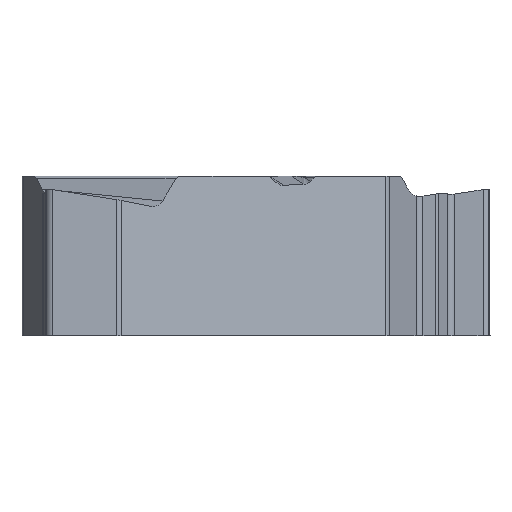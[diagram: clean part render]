
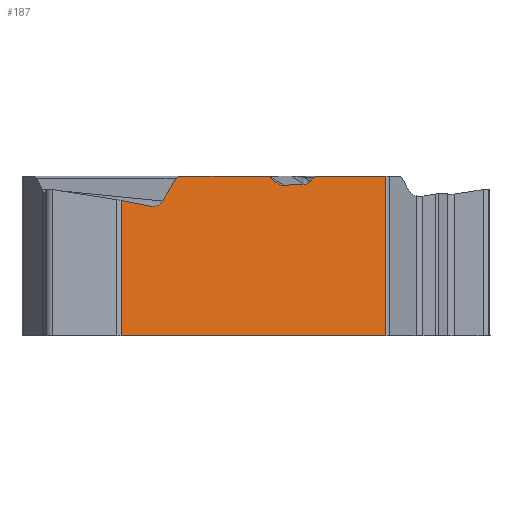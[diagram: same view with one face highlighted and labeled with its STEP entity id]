
A CAD part, front view. The second image highlights one B-rep face of the part: STEP entity #187.
In plain terms, the highlighted planar face has unit normal (0.5, -0.866, 0).
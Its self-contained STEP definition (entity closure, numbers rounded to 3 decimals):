
#187=ADVANCED_FACE('',(#338),#285,.F.);
#285=PLANE('',#2133);
#338=FACE_OUTER_BOUND('',#442,.T.);
#442=EDGE_LOOP('',(#683,#684,#685,#686,#687,#688,#689,#690,#691,#692,#693,
#694,#695,#696,#697,#698));
#553=ELLIPSE('',#2129,0.15,0.15);
#554=ELLIPSE('',#2130,0.167,0.15);
#555=ELLIPSE('',#2131,0.177,0.15);
#556=ELLIPSE('',#2132,0.379,0.33);
#683=ORIENTED_EDGE('',*,*,#1451,.F.);
#684=ORIENTED_EDGE('',*,*,#1452,.T.);
#685=ORIENTED_EDGE('',*,*,#1453,.F.);
#686=ORIENTED_EDGE('',*,*,#1454,.F.);
#687=ORIENTED_EDGE('',*,*,#1455,.F.);
#688=ORIENTED_EDGE('',*,*,#1456,.F.);
#689=ORIENTED_EDGE('',*,*,#1457,.F.);
#690=ORIENTED_EDGE('',*,*,#1458,.F.);
#691=ORIENTED_EDGE('',*,*,#1459,.F.);
#692=ORIENTED_EDGE('',*,*,#1460,.F.);
#693=ORIENTED_EDGE('',*,*,#1461,.F.);
#694=ORIENTED_EDGE('',*,*,#1462,.F.);
#695=ORIENTED_EDGE('',*,*,#1463,.F.);
#696=ORIENTED_EDGE('',*,*,#1464,.T.);
#697=ORIENTED_EDGE('',*,*,#1465,.F.);
#698=ORIENTED_EDGE('',*,*,#1466,.T.);
#1239=VERTEX_POINT('',#3256);
#1240=VERTEX_POINT('',#3257);
#1241=VERTEX_POINT('',#3259);
#1242=VERTEX_POINT('',#3261);
#1243=VERTEX_POINT('',#3263);
#1244=VERTEX_POINT('',#3265);
#1245=VERTEX_POINT('',#3279);
#1246=VERTEX_POINT('',#3281);
#1247=VERTEX_POINT('',#3295);
#1248=VERTEX_POINT('',#3297);
#1249=VERTEX_POINT('',#3299);
#1250=VERTEX_POINT('',#3301);
#1251=VERTEX_POINT('',#3303);
#1252=VERTEX_POINT('',#3305);
#1253=VERTEX_POINT('',#3307);
#1254=VERTEX_POINT('',#3309);
#1451=EDGE_CURVE('',#1239,#1240,#1712,.T.);
#1452=EDGE_CURVE('',#1239,#1241,#1713,.T.);
#1453=EDGE_CURVE('',#1242,#1241,#1714,.T.);
#1454=EDGE_CURVE('',#1243,#1242,#553,.T.);
#1455=EDGE_CURVE('',#1244,#1243,#1715,.T.);
#1456=EDGE_CURVE('',#1245,#1244,#2029,.T.);
#1457=EDGE_CURVE('',#1246,#1245,#1716,.T.);
#1458=EDGE_CURVE('',#1247,#1246,#2030,.T.);
#1459=EDGE_CURVE('',#1248,#1247,#1717,.T.);
#1460=EDGE_CURVE('',#1249,#1248,#554,.T.);
#1461=EDGE_CURVE('',#1250,#1249,#1718,.T.);
#1462=EDGE_CURVE('',#1251,#1250,#555,.T.);
#1463=EDGE_CURVE('',#1252,#1251,#1719,.T.);
#1464=EDGE_CURVE('',#1252,#1253,#556,.T.);
#1465=EDGE_CURVE('',#1254,#1253,#1720,.T.);
#1466=EDGE_CURVE('',#1254,#1240,#1721,.T.);
#1712=LINE('',#3255,#1886);
#1713=LINE('',#3258,#1887);
#1714=LINE('',#3260,#1888);
#1715=LINE('',#3264,#1889);
#1716=LINE('',#3280,#1890);
#1717=LINE('',#3296,#1891);
#1718=LINE('',#3300,#1892);
#1719=LINE('',#3304,#1893);
#1720=LINE('',#3308,#1894);
#1721=LINE('',#3310,#1895);
#1886=VECTOR('',#2426,1.);
#1887=VECTOR('',#2427,1.);
#1888=VECTOR('',#2428,1.);
#1889=VECTOR('',#2431,1.);
#1890=VECTOR('',#2432,1.);
#1891=VECTOR('',#2433,1.);
#1892=VECTOR('',#2436,1.);
#1893=VECTOR('',#2439,1.);
#1894=VECTOR('',#2442,1.);
#1895=VECTOR('',#2443,1.);
#2029=B_SPLINE_CURVE_WITH_KNOTS('',3,(#3266,#3267,#3268,#3269,#3270,#3271,
#3272,#3273,#3274,#3275,#3276,#3277,#3278),.UNSPECIFIED.,.F.,.F.,(4,3,3,
3,4),(0.,0.249,0.498,0.746,1.),
 .UNSPECIFIED.);
#2030=B_SPLINE_CURVE_WITH_KNOTS('',3,(#3282,#3283,#3284,#3285,#3286,#3287,
#3288,#3289,#3290,#3291,#3292,#3293,#3294),.UNSPECIFIED.,.F.,.F.,(4,3,3,
3,4),(0.,0.234,0.468,0.701,1.),
 .UNSPECIFIED.);
#2129=AXIS2_PLACEMENT_3D('',#3262,#2429,#2430);
#2130=AXIS2_PLACEMENT_3D('',#3298,#2434,#2435);
#2131=AXIS2_PLACEMENT_3D('',#3302,#2437,#2438);
#2132=AXIS2_PLACEMENT_3D('',#3306,#2440,#2441);
#2133=AXIS2_PLACEMENT_3D('',#3311,#2444,#2445);
#2426=DIRECTION('',(-0.866,-0.5,0.));
#2427=DIRECTION('',(0.,0.,1.));
#2428=DIRECTION('',(0.866,0.5,0.));
#2429=DIRECTION('',(-0.5,0.866,0.));
#2430=DIRECTION('',(0.866,0.5,0.));
#2431=DIRECTION('',(0.658,0.38,0.651));
#2432=DIRECTION('',(0.865,0.5,0.043));
#2433=DIRECTION('',(0.686,0.396,-0.611));
#2434=DIRECTION('',(-0.5,0.866,0.));
#2435=DIRECTION('',(-0.866,-0.5,0.));
#2436=DIRECTION('',(0.866,0.5,0.));
#2437=DIRECTION('',(-0.5,0.866,0.));
#2438=DIRECTION('',(-0.866,-0.5,0.));
#2439=DIRECTION('',(0.497,0.287,0.819));
#2440=DIRECTION('',(-0.5,0.866,0.));
#2441=DIRECTION('',(0.853,0.492,-0.174));
#2442=DIRECTION('',(0.853,0.492,-0.174));
#2443=DIRECTION('',(0.,0.,-1.));
#2444=DIRECTION('',(-0.5,0.866,0.));
#2445=DIRECTION('',(0.,0.,-1.));
#3255=CARTESIAN_POINT('',(-0.367,-5.711,-3.97));
#3256=CARTESIAN_POINT('',(5.064,-2.576,-3.97));
#3257=CARTESIAN_POINT('',(-2.081,-6.701,-3.97));
#3258=CARTESIAN_POINT('',(5.064,-2.576,3.35));
#3259=CARTESIAN_POINT('',(5.064,-2.576,0.35));
#3260=CARTESIAN_POINT('',(-0.367,-5.711,0.35));
#3261=CARTESIAN_POINT('',(3.222,-3.639,0.35));
#3262=CARTESIAN_POINT('',(3.222,-3.639,0.2));
#3263=CARTESIAN_POINT('',(3.137,-3.688,0.314));
#3264=CARTESIAN_POINT('',(0.982,-4.932,-1.818));
#3265=CARTESIAN_POINT('',(3.029,-3.75,0.207));
#3266=CARTESIAN_POINT('',(2.857,-3.85,0.128));
#3267=CARTESIAN_POINT('',(2.873,-3.841,0.129));
#3268=CARTESIAN_POINT('',(2.888,-3.832,0.132));
#3269=CARTESIAN_POINT('',(2.904,-3.823,0.135));
#3270=CARTESIAN_POINT('',(2.919,-3.814,0.139));
#3271=CARTESIAN_POINT('',(2.934,-3.805,0.144));
#3272=CARTESIAN_POINT('',(2.949,-3.797,0.151));
#3273=CARTESIAN_POINT('',(2.963,-3.789,0.158));
#3274=CARTESIAN_POINT('',(2.977,-3.78,0.166));
#3275=CARTESIAN_POINT('',(2.99,-3.773,0.175));
#3276=CARTESIAN_POINT('',(3.004,-3.765,0.184));
#3277=CARTESIAN_POINT('',(3.017,-3.757,0.195));
#3278=CARTESIAN_POINT('',(3.029,-3.75,0.207));
#3279=CARTESIAN_POINT('',(2.857,-3.85,0.128));
#3280=CARTESIAN_POINT('',(-0.365,-5.71,-0.03));
#3281=CARTESIAN_POINT('',(2.296,-4.173,0.101));
#3282=CARTESIAN_POINT('',(2.124,-4.273,0.163));
#3283=CARTESIAN_POINT('',(2.136,-4.266,0.152));
#3284=CARTESIAN_POINT('',(2.148,-4.259,0.143));
#3285=CARTESIAN_POINT('',(2.161,-4.252,0.136));
#3286=CARTESIAN_POINT('',(2.173,-4.245,0.128));
#3287=CARTESIAN_POINT('',(2.186,-4.237,0.121));
#3288=CARTESIAN_POINT('',(2.2,-4.229,0.116));
#3289=CARTESIAN_POINT('',(2.214,-4.221,0.111));
#3290=CARTESIAN_POINT('',(2.228,-4.213,0.107));
#3291=CARTESIAN_POINT('',(2.242,-4.205,0.104));
#3292=CARTESIAN_POINT('',(2.26,-4.195,0.101));
#3293=CARTESIAN_POINT('',(2.278,-4.184,0.1));
#3294=CARTESIAN_POINT('',(2.296,-4.173,0.101));
#3295=CARTESIAN_POINT('',(2.124,-4.273,0.163));
#3296=CARTESIAN_POINT('',(4.076,-3.146,-1.576));
#3297=CARTESIAN_POINT('',(1.954,-4.371,0.314));
#3298=CARTESIAN_POINT('',(1.861,-4.425,0.2));
#3299=CARTESIAN_POINT('',(1.861,-4.425,0.35));
#3300=CARTESIAN_POINT('',(5.129,-2.538,0.35));
#3301=CARTESIAN_POINT('',(-0.469,-5.77,0.35));
#3302=CARTESIAN_POINT('',(-0.469,-5.77,0.2));
#3303=CARTESIAN_POINT('',(-0.6,-5.846,0.277));
#3304=CARTESIAN_POINT('',(1.172,-4.823,3.199));
#3305=CARTESIAN_POINT('',(-0.966,-6.057,-0.326));
#3306=CARTESIAN_POINT('',(-1.247,-6.219,-0.143));
#3307=CARTESIAN_POINT('',(-1.296,-6.248,-0.468));
#3308=CARTESIAN_POINT('',(4.866,-2.69,-1.723));
#3309=CARTESIAN_POINT('',(-2.081,-6.701,-0.308));
#3310=CARTESIAN_POINT('',(-2.081,-6.701,-5.47));
#3311=CARTESIAN_POINT('',(-0.367,-5.711,0.));
